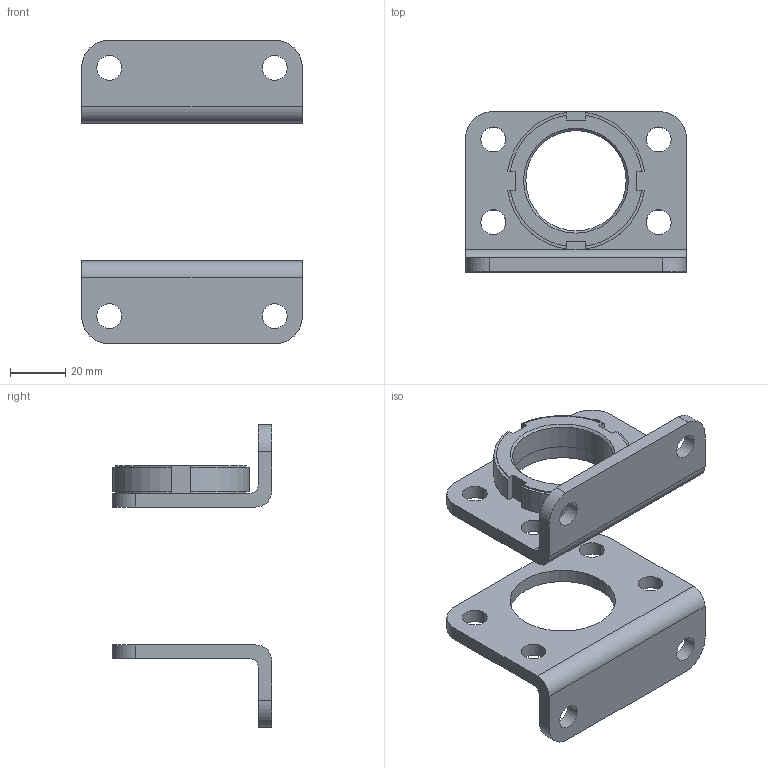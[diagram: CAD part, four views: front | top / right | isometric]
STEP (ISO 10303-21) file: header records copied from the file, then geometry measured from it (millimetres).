
FILE_DESCRIPTION(/* description */ ('STEP AP214'),/* implementation_level */ '2;1');
FILE_NAME(/* name */ '195852_HBN-40X2',/* time_stamp */ '2024-08-28T09:30:04+02:00',/* author */ ('License CC BY-ND 4.0'),/* organization */ ('CADENAS'),/* preprocessor_version */ 'ST-DEVELOPER v19.3',/* originating_system */ 'PARTsolutions',/* authorisation */ ' ');
FILE_SCHEMA (('AUTOMOTIVE_DESIGN {1 0 10303 214 3 1 1}'));
Length unit declared in the file: millimetre
Products named in the file (3): 195852 HBN-40X2---(50); 195852 HBN-40X2---(1); 3763 M38x1.5
Assembly tree (3 placements, depth 2):
  195852 HBN-40X2---(50)
    195852 HBN-40X2---(1)  x2
    3763 M38x1.5
Bounding box: 80 x 58 x 110 mm (x, y, z)
Volume: 57690 mm3; surface area: 30008.6 mm2
Topology: 3 solids, 3 shells, 79 faces, 231 edges, 158 vertices
Faces by surface type: cylinder 39, plane 38, cone 2
Full cylindrical faces by diameter (mm): 9 x12, 36.376 x1, 38.1 x2
Entity records: 1927 total; most frequent: DIRECTION 328, CARTESIAN_POINT 318, ORIENTED_EDGE 300, EDGE_CURVE 150, AXIS2_PLACEMENT_3D 116, VERTEX_POINT 106, LINE 96, VECTOR 96
